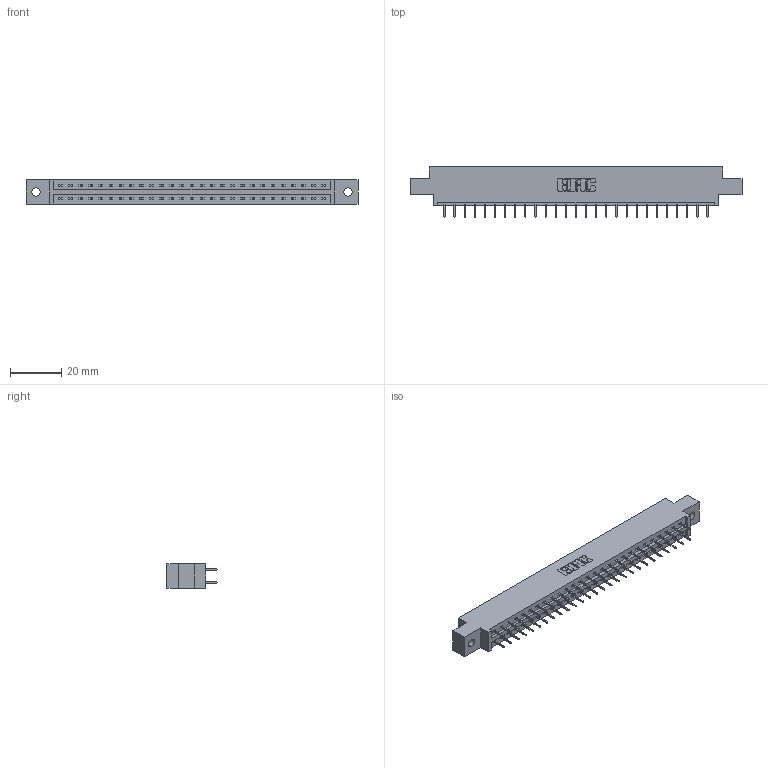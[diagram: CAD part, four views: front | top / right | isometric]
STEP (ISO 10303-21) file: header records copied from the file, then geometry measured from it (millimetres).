
FILE_DESCRIPTION (( 'STEP AP203' ), '1' );
FILE_NAME ('337-054-524-802.STEP', '2019-10-11T18:54:42', ( '' ), ( '' ), 'SwSTEP 2.0', 'SolidWorks 2016', '' );
FILE_SCHEMA (( 'CONFIG_CONTROL_DESIGN' ));
Length unit declared in the file: inch
Products named in the file (3): 337 Part_0.170 Offset - 0.128 Dia; 337-054-524-802; 345-292-001_345-293-124
Assembly tree (55 placements, depth 2):
  337-054-524-802
    337 Part_0.170 Offset - 0.128 Dia
    345-292-001_345-293-124  x54
Bounding box: 130 x 19.69 x 9.4 mm (x, y, z)
Volume: 13264.6 mm3; surface area: 14431.9 mm2
Topology: 55 solids, 55 shells, 3250 faces, 9233 edges, 5938 vertices
Faces by surface type: plane 2450, cylinder 800
Entity records: 23083 total; most frequent: CARTESIAN_POINT 3902, ORIENTED_EDGE 3838, DIRECTION 3347, EDGE_CURVE 1919, VECTOR 1795, LINE 1795, VERTEX_POINT 1274, AXIS2_PLACEMENT_3D 776
